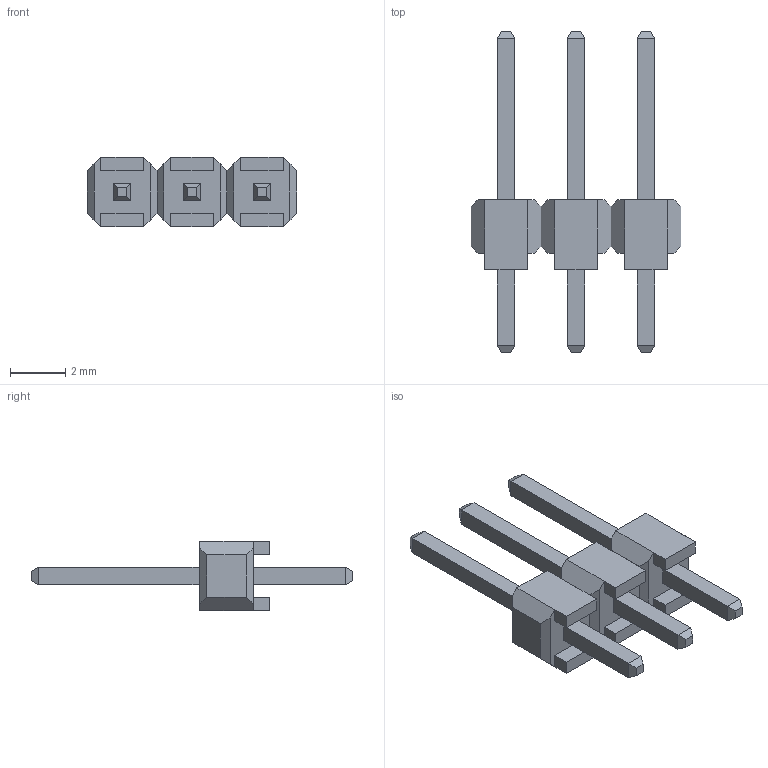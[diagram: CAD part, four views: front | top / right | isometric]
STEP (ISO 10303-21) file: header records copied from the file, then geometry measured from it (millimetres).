
FILE_DESCRIPTION (( 'STEP AP214' ), '1' );
FILE_NAME ('M20-9990345.STEP', '2019-06-03T22:14:04', ( '' ), ( '' ), 'SwSTEP 2.0', 'SolidWorks 2017', '' );
FILE_SCHEMA (( 'AUTOMOTIVE_DESIGN' ));
Length unit declared in the file: millimetre
Products named in the file (1): M20-9990345
Bounding box: 7.62 x 11.64 x 2.54 mm (x, y, z)
Volume: 48.6 mm3; surface area: 201.6 mm2
Topology: 6 solids, 6 shells, 120 faces, 288 edges, 180 vertices
Faces by surface type: plane 120
Entity records: 4027 total; most frequent: CARTESIAN_POINT 589, ORIENTED_EDGE 576, DIRECTION 530, VECTOR 288, LINE 288, EDGE_CURVE 288, VERTEX_POINT 180, EDGE_LOOP 126
